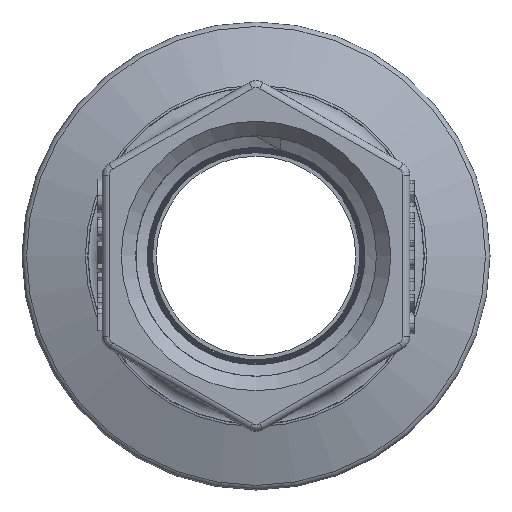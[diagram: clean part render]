
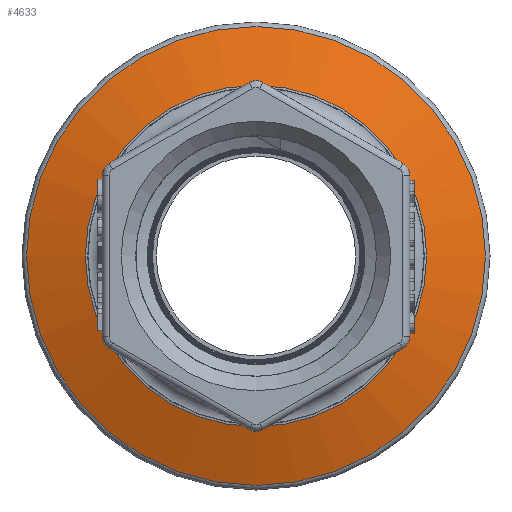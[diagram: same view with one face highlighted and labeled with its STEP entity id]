
A CAD part, left-side view. The second image highlights one B-rep face of the part: STEP entity #4633.
In plain terms, the highlighted conical face has half-angle 70 degrees and reference radius 22.339 mm.
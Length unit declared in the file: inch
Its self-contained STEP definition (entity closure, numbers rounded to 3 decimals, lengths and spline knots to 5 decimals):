
#25=CONICAL_SURFACE('',#4994,0.8795,70.);
#41=FACE_BOUND('',#843,.T.);
#552=FACE_OUTER_BOUND('',#842,.T.);
#842=EDGE_LOOP('',(#3455));
#843=EDGE_LOOP('',(#3456));
#1995=CIRCLE('',#4993,0.74397);
#1996=CIRCLE('',#4995,1.00026);
#2137=VERTEX_POINT('',#7102);
#2138=VERTEX_POINT('',#7105);
#2647=EDGE_CURVE('',#2137,#2137,#1995,.T.);
#2648=EDGE_CURVE('',#2138,#2138,#1996,.T.);
#3455=ORIENTED_EDGE('',*,*,#2648,.F.);
#3456=ORIENTED_EDGE('',*,*,#2647,.F.);
#4633=ADVANCED_FACE('',(#552,#41),#25,.T.);
#4993=AXIS2_PLACEMENT_3D('',#7103,#5461,#5462);
#4994=AXIS2_PLACEMENT_3D('',#7104,#5463,#5464);
#4995=AXIS2_PLACEMENT_3D('',#7106,#5465,#5466);
#5461=DIRECTION('center_axis',(-1.,0.,0.));
#5462=DIRECTION('ref_axis',(0.,-1.,0.));
#5463=DIRECTION('center_axis',(1.,0.,0.));
#5464=DIRECTION('ref_axis',(0.,1.,0.));
#5465=DIRECTION('center_axis',(1.,0.,0.));
#5466=DIRECTION('ref_axis',(0.,-1.,0.));
#7102=CARTESIAN_POINT('',(-0.32247,0.74397,0.));
#7103=CARTESIAN_POINT('Origin',(-0.32247,0.,0.));
#7104=CARTESIAN_POINT('Origin',(-0.27314,0.,0.));
#7105=CARTESIAN_POINT('',(-0.22918,1.00026,0.));
#7106=CARTESIAN_POINT('Origin',(-0.22918,0.,0.));
